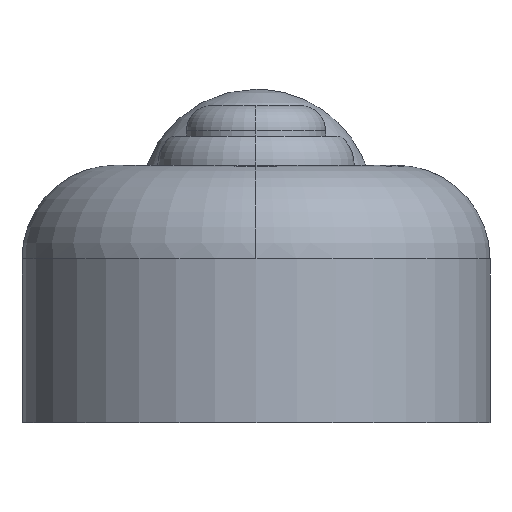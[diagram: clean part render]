
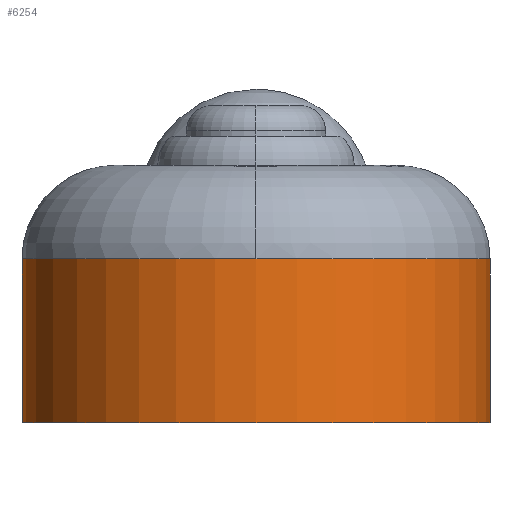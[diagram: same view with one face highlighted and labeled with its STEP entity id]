
A CAD part, front view. The second image highlights one B-rep face of the part: STEP entity #6254.
In plain terms, the highlighted cylindrical face has radius 20 mm (diameter 40 mm), a partial arc.
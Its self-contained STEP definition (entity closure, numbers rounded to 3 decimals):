
#228 = VERTEX_POINT ( 'NONE', #1103 ) ;
#296 = EDGE_CURVE ( 'NONE', #2508, #228, #8378, .T. ) ;
#300 = CARTESIAN_POINT ( 'NONE',  ( 20., 14., 44.75 ) ) ;
#572 = AXIS2_PLACEMENT_3D ( 'NONE', #2695, #6002, #2563 ) ;
#593 = AXIS2_PLACEMENT_3D ( 'NONE', #7871, #4417, #1988 ) ;
#756 = CARTESIAN_POINT ( 'NONE',  ( -20., 14., 44.75 ) ) ;
#1103 = CARTESIAN_POINT ( 'NONE',  ( 20., 0., 44.75 ) ) ;
#1988 = DIRECTION ( 'NONE',  ( 0., 0., -1. ) ) ;
#2508 = VERTEX_POINT ( 'NONE', #2797 ) ;
#2563 = DIRECTION ( 'NONE',  ( 0., 0., 1. ) ) ;
#2695 = CARTESIAN_POINT ( 'NONE',  ( 0., 14., 44.75 ) ) ;
#2775 = VERTEX_POINT ( 'NONE', #756 ) ;
#2797 = CARTESIAN_POINT ( 'NONE',  ( -20., 0., 44.75 ) ) ;
#3237 = CARTESIAN_POINT ( 'NONE',  ( -20., 14., 44.75 ) ) ;
#3278 = LINE ( 'NONE', #3237, #6880 ) ;
#3605 = CARTESIAN_POINT ( 'NONE',  ( 20., 14., 44.75 ) ) ;
#4016 = VECTOR ( 'NONE', #8149, 1000. ) ;
#4017 = DIRECTION ( 'NONE',  ( 0., 0., 1. ) ) ;
#4063 = ORIENTED_EDGE ( 'NONE', *, *, #296, .T. ) ;
#4417 = DIRECTION ( 'NONE',  ( 0., -1., 0. ) ) ;
#4777 = EDGE_CURVE ( 'NONE', #2775, #2508, #3278, .T. ) ;
#5252 = FACE_OUTER_BOUND ( 'NONE', #7758, .T. ) ;
#5480 = EDGE_CURVE ( 'NONE', #2775, #8021, #7031, .T. ) ;
#6002 = DIRECTION ( 'NONE',  ( 0., 1., 0. ) ) ;
#6067 = AXIS2_PLACEMENT_3D ( 'NONE', #7980, #6656, #4017 ) ;
#6200 = ORIENTED_EDGE ( 'NONE', *, *, #6438, .F. ) ;
#6254 = ADVANCED_FACE ( 'NONE', ( #5252 ), #6409, .T. ) ;
#6409 = CYLINDRICAL_SURFACE ( 'NONE', #593, 20. ) ;
#6438 = EDGE_CURVE ( 'NONE', #8021, #228, #6958, .T. ) ;
#6656 = DIRECTION ( 'NONE',  ( 0., 1., 0. ) ) ;
#6880 = VECTOR ( 'NONE', #7198, 1000. ) ;
#6958 = LINE ( 'NONE', #300, #4016 ) ;
#7031 = CIRCLE ( 'NONE', #572, 20. ) ;
#7198 = DIRECTION ( 'NONE',  ( 0., -1., 0. ) ) ;
#7492 = ORIENTED_EDGE ( 'NONE', *, *, #4777, .T. ) ;
#7758 = EDGE_LOOP ( 'NONE', ( #4063, #6200, #8165, #7492 ) ) ;
#7871 = CARTESIAN_POINT ( 'NONE',  ( 0., 14., 44.75 ) ) ;
#7980 = CARTESIAN_POINT ( 'NONE',  ( 0., 0., 44.75 ) ) ;
#8021 = VERTEX_POINT ( 'NONE', #3605 ) ;
#8149 = DIRECTION ( 'NONE',  ( 0., -1., 0. ) ) ;
#8165 = ORIENTED_EDGE ( 'NONE', *, *, #5480, .F. ) ;
#8378 = CIRCLE ( 'NONE', #6067, 20. ) ;
